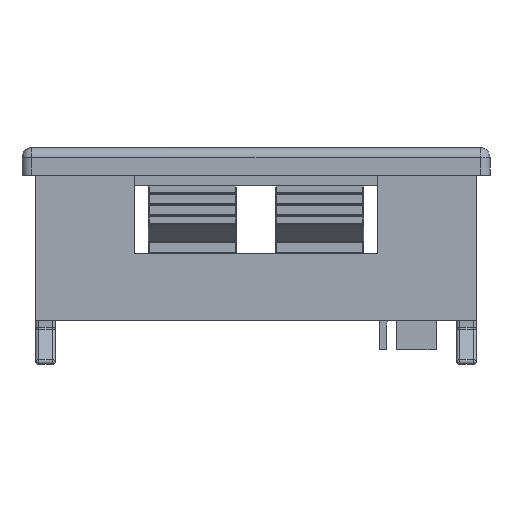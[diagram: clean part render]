
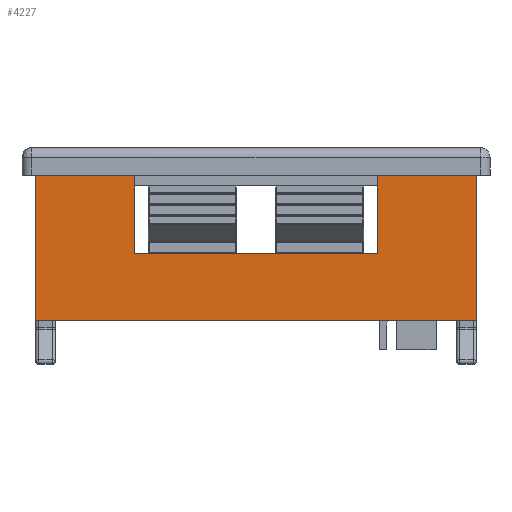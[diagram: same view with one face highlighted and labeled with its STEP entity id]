
A CAD part, front view. The second image highlights one B-rep face of the part: STEP entity #4227.
In plain terms, the highlighted free-form (B-spline) face has degree [1, 1] with [2, 2] control points.
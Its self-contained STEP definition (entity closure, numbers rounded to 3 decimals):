
#3298 = VERTEX_POINT('',#3299);
#3299 = CARTESIAN_POINT('',(25.246,-14.586,
    -8.303));
#3556 = VERTEX_POINT('',#3557);
#3557 = CARTESIAN_POINT('',(25.246,-14.586,
    8.303));
#3562 = EDGE_CURVE('',#3556,#3298,#3563,.T.);
#3563 = B_SPLINE_CURVE_WITH_KNOTS('',1,(#3564,#3565),.UNSPECIFIED.,.F.,
  .F.,(2,2),(-0.,14.8),.PIECEWISE_BEZIER_KNOTS.);
#3564 = CARTESIAN_POINT('',(25.246,-14.586,
    8.303));
#3565 = CARTESIAN_POINT('',(25.246,-14.586,
    -8.303));
#3764 = EDGE_CURVE('',#3765,#3298,#3767,.T.);
#3765 = VERTEX_POINT('',#3766);
#3766 = CARTESIAN_POINT('',(-25.246,-14.586,
    -8.303));
#3767 = B_SPLINE_CURVE_WITH_KNOTS('',1,(#3768,#3769),.UNSPECIFIED.,.F.,
  .F.,(2,2),(0.,45.),.PIECEWISE_BEZIER_KNOTS.);
#3768 = CARTESIAN_POINT('',(-25.246,-14.586,
    -8.303));
#3769 = CARTESIAN_POINT('',(25.246,-14.586,
    -8.303));
#4210 = EDGE_CURVE('',#4211,#3765,#4213,.T.);
#4211 = VERTEX_POINT('',#4212);
#4212 = CARTESIAN_POINT('',(-25.246,-14.586,
    8.303));
#4213 = B_SPLINE_CURVE_WITH_KNOTS('',1,(#4214,#4215),.UNSPECIFIED.,.F.,
  .F.,(2,2),(-0.,14.8),.PIECEWISE_BEZIER_KNOTS.);
#4214 = CARTESIAN_POINT('',(-25.246,-14.586,
    8.303));
#4215 = CARTESIAN_POINT('',(-25.246,-14.586,
    -8.303));
#4227 = ADVANCED_FACE('',(#4228),#4266,.F.);
#4228 = FACE_BOUND('',#4229,.T.);
#4229 = EDGE_LOOP('',(#4230,#4239,#4246,#4251,#4252,#4253,#4254,#4261));
#4230 = ORIENTED_EDGE('',*,*,#4231,.F.);
#4231 = EDGE_CURVE('',#4232,#4234,#4236,.T.);
#4232 = VERTEX_POINT('',#4233);
#4233 = CARTESIAN_POINT('',(-13.913,-14.586,
    -0.673));
#4234 = VERTEX_POINT('',#4235);
#4235 = CARTESIAN_POINT('',(13.913,-14.586,
    -0.673));
#4236 = B_SPLINE_CURVE_WITH_KNOTS('',1,(#4237,#4238),.UNSPECIFIED.,.F.,
  .F.,(2,2),(-24.8,0.),.PIECEWISE_BEZIER_KNOTS.);
#4237 = CARTESIAN_POINT('',(-13.913,-14.586,
    -0.673));
#4238 = CARTESIAN_POINT('',(13.913,-14.586,
    -0.673));
#4239 = ORIENTED_EDGE('',*,*,#4240,.F.);
#4240 = EDGE_CURVE('',#4241,#4232,#4243,.T.);
#4241 = VERTEX_POINT('',#4242);
#4242 = CARTESIAN_POINT('',(-13.913,-14.586,
    8.303));
#4243 = B_SPLINE_CURVE_WITH_KNOTS('',1,(#4244,#4245),.UNSPECIFIED.,.F.,
  .F.,(2,2),(-8.,-0.),.PIECEWISE_BEZIER_KNOTS.);
#4244 = CARTESIAN_POINT('',(-13.913,-14.586,
    8.303));
#4245 = CARTESIAN_POINT('',(-13.913,-14.586,
    -0.673));
#4246 = ORIENTED_EDGE('',*,*,#4247,.F.);
#4247 = EDGE_CURVE('',#4211,#4241,#4248,.T.);
#4248 = B_SPLINE_CURVE_WITH_KNOTS('',1,(#4249,#4250),.UNSPECIFIED.,.F.,
  .F.,(2,2),(0.,10.1),.PIECEWISE_BEZIER_KNOTS.);
#4249 = CARTESIAN_POINT('',(-25.246,-14.586,
    8.303));
#4250 = CARTESIAN_POINT('',(-13.913,-14.586,
    8.303));
#4251 = ORIENTED_EDGE('',*,*,#4210,.T.);
#4252 = ORIENTED_EDGE('',*,*,#3764,.T.);
#4253 = ORIENTED_EDGE('',*,*,#3562,.F.);
#4254 = ORIENTED_EDGE('',*,*,#4255,.F.);
#4255 = EDGE_CURVE('',#4256,#3556,#4258,.T.);
#4256 = VERTEX_POINT('',#4257);
#4257 = CARTESIAN_POINT('',(13.913,-14.586,
    8.303));
#4258 = B_SPLINE_CURVE_WITH_KNOTS('',1,(#4259,#4260),.UNSPECIFIED.,.F.,
  .F.,(2,2),(34.9,45.),.PIECEWISE_BEZIER_KNOTS.);
#4259 = CARTESIAN_POINT('',(13.913,-14.586,
    8.303));
#4260 = CARTESIAN_POINT('',(25.246,-14.586,
    8.303));
#4261 = ORIENTED_EDGE('',*,*,#4262,.F.);
#4262 = EDGE_CURVE('',#4234,#4256,#4263,.T.);
#4263 = B_SPLINE_CURVE_WITH_KNOTS('',1,(#4264,#4265),.UNSPECIFIED.,.F.,
  .F.,(2,2),(0.,8.),.PIECEWISE_BEZIER_KNOTS.);
#4264 = CARTESIAN_POINT('',(13.913,-14.586,
    -0.673));
#4265 = CARTESIAN_POINT('',(13.913,-14.586,
    8.303));
#4266 = B_SPLINE_SURFACE_WITH_KNOTS('',1,1,(
    (#4267,#4268)
    ,(#4269,#4270
    )),.UNSPECIFIED.,.F.,.F.,.F.,(2,2),(2,2),(-14.8,0.),(0.,45.),
  .PIECEWISE_BEZIER_KNOTS.);
#4267 = CARTESIAN_POINT('',(-25.246,-14.586,
    -8.303));
#4268 = CARTESIAN_POINT('',(25.246,-14.586,
    -8.303));
#4269 = CARTESIAN_POINT('',(-25.246,-14.586,
    8.303));
#4270 = CARTESIAN_POINT('',(25.246,-14.586,
    8.303));
